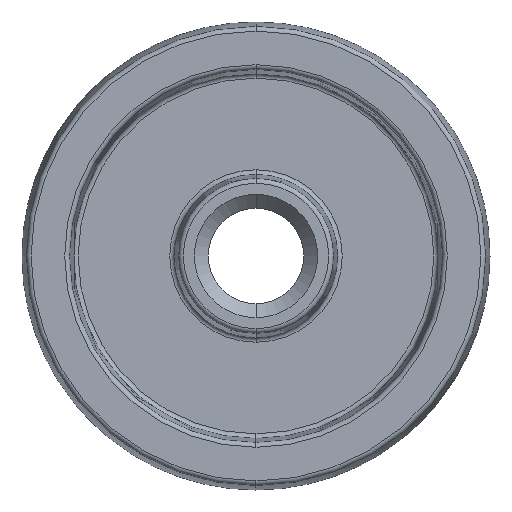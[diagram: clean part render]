
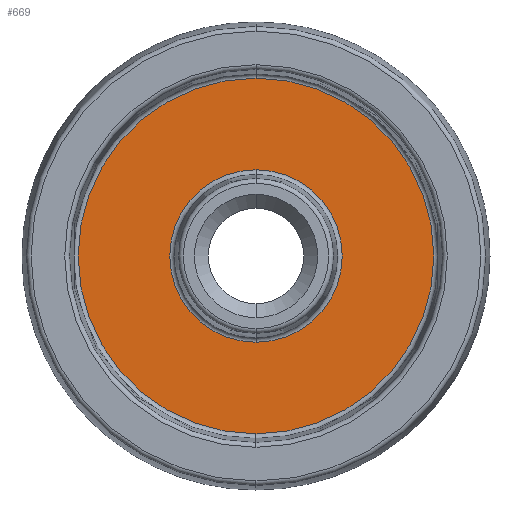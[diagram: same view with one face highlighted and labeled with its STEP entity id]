
A CAD part, left-side view. The second image highlights one B-rep face of the part: STEP entity #669.
In plain terms, the highlighted planar face has unit normal (-1, 0, 0).
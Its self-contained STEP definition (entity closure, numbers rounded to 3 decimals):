
#31 = AXIS2_PLACEMENT_3D ( 'NONE', #1013, #1155, #60 ) ;
#52 = CARTESIAN_POINT ( 'NONE',  ( -1.5, 0., 9.224 ) ) ;
#60 = DIRECTION ( 'NONE',  ( 0., 0., 1. ) ) ;
#139 = CARTESIAN_POINT ( 'NONE',  ( -1.5, 0., 0. ) ) ;
#154 = VERTEX_POINT ( 'NONE', #1203 ) ;
#208 = EDGE_CURVE ( 'NONE', #255, #1643, #582, .T. ) ;
#255 = VERTEX_POINT ( 'NONE', #1232 ) ;
#380 = EDGE_CURVE ( 'NONE', #154, #696, #436, .T. ) ;
#436 = CIRCLE ( 'NONE', #1174, 9.224 ) ;
#446 = PLANE ( 'NONE',  #31 ) ;
#469 = ORIENTED_EDGE ( 'NONE', *, *, #380, .T. ) ;
#554 = EDGE_LOOP ( 'NONE', ( #1361, #469 ) ) ;
#570 = DIRECTION ( 'NONE',  ( 0., 0., 1. ) ) ;
#582 = CIRCLE ( 'NONE', #1065, 19.03 ) ;
#669 = ADVANCED_FACE ( 'NONE', ( #1518, #1111 ), #446, .T. ) ;
#696 = VERTEX_POINT ( 'NONE', #52 ) ;
#741 = DIRECTION ( 'NONE',  ( 1., 0., 0. ) ) ;
#749 = DIRECTION ( 'NONE',  ( 1., 0., 0. ) ) ;
#1013 = CARTESIAN_POINT ( 'NONE',  ( -1.5, 19.5, 0. ) ) ;
#1064 = DIRECTION ( 'NONE',  ( 0., 0., 1. ) ) ;
#1065 = AXIS2_PLACEMENT_3D ( 'NONE', #1670, #1089, #570 ) ;
#1089 = DIRECTION ( 'NONE',  ( -1., 0., 0. ) ) ;
#1095 = CIRCLE ( 'NONE', #1340, 19.03 ) ;
#1111 = FACE_OUTER_BOUND ( 'NONE', #1526, .T. ) ;
#1143 = DIRECTION ( 'NONE',  ( -1., 0., 0. ) ) ;
#1144 = ORIENTED_EDGE ( 'NONE', *, *, #1632, .T. ) ;
#1146 = DIRECTION ( 'NONE',  ( 0., 0., 1. ) ) ;
#1155 = DIRECTION ( 'NONE',  ( -1., 0., 0. ) ) ;
#1164 = CARTESIAN_POINT ( 'NONE',  ( -1.5, 0., 0. ) ) ;
#1174 = AXIS2_PLACEMENT_3D ( 'NONE', #1164, #741, #1146 ) ;
#1203 = CARTESIAN_POINT ( 'NONE',  ( -1.5, 0., -9.224 ) ) ;
#1232 = CARTESIAN_POINT ( 'NONE',  ( -1.5, 0., 19.03 ) ) ;
#1282 = DIRECTION ( 'NONE',  ( 0., 0., 1. ) ) ;
#1340 = AXIS2_PLACEMENT_3D ( 'NONE', #139, #1143, #1282 ) ;
#1361 = ORIENTED_EDGE ( 'NONE', *, *, #1486, .T. ) ;
#1395 = AXIS2_PLACEMENT_3D ( 'NONE', #1482, #749, #1064 ) ;
#1482 = CARTESIAN_POINT ( 'NONE',  ( -1.5, 0., 0. ) ) ;
#1486 = EDGE_CURVE ( 'NONE', #696, #154, #1575, .T. ) ;
#1518 = FACE_BOUND ( 'NONE', #554, .T. ) ;
#1526 = EDGE_LOOP ( 'NONE', ( #1696, #1144 ) ) ;
#1553 = CARTESIAN_POINT ( 'NONE',  ( -1.5, 0., -19.03 ) ) ;
#1575 = CIRCLE ( 'NONE', #1395, 9.224 ) ;
#1632 = EDGE_CURVE ( 'NONE', #1643, #255, #1095, .T. ) ;
#1643 = VERTEX_POINT ( 'NONE', #1553 ) ;
#1670 = CARTESIAN_POINT ( 'NONE',  ( -1.5, 0., 0. ) ) ;
#1696 = ORIENTED_EDGE ( 'NONE', *, *, #208, .T. ) ;
